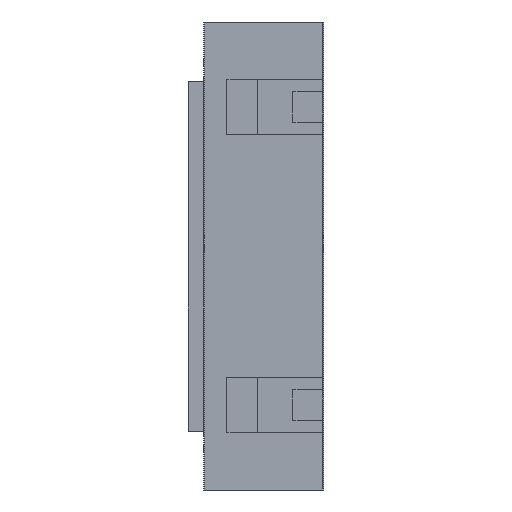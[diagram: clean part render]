
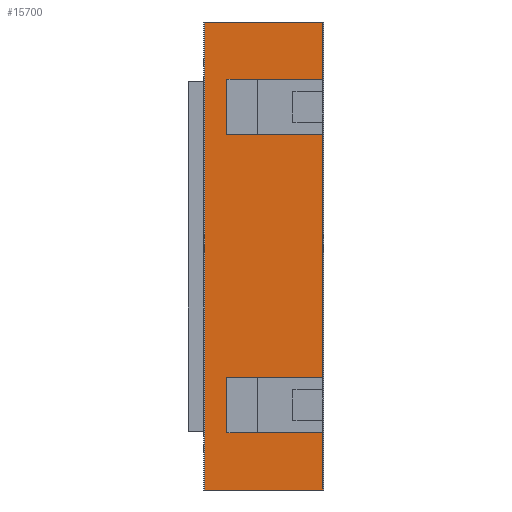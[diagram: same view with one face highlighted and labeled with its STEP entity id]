
A CAD part, front view. The second image highlights one B-rep face of the part: STEP entity #15700.
In plain terms, the highlighted planar face has unit normal (0, -1, 0).
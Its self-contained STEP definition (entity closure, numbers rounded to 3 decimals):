
#2170=DIRECTION('',(0.,0.,-1.));
#2171=VECTOR('',#2170,440.);
#2172=CARTESIAN_POINT('',(-55.5,10.5,220.));
#2173=LINE('',#2172,#2171);
#2218=DIRECTION('',(-1.,0.,0.));
#2219=VECTOR('',#2218,111.);
#2220=CARTESIAN_POINT('',(55.5,10.5,220.));
#2221=LINE('',#2220,#2219);
#2362=DIRECTION('',(1.,0.,0.));
#2363=VECTOR('',#2362,90.);
#2364=CARTESIAN_POINT('',(-34.5,10.5,166.25));
#2365=LINE('',#2364,#2363);
#2394=DIRECTION('',(0.,0.,1.));
#2395=VECTOR('',#2394,52.);
#2396=CARTESIAN_POINT('',(-34.5,10.5,114.25));
#2397=LINE('',#2396,#2395);
#2402=DIRECTION('',(1.,0.,0.));
#2403=VECTOR('',#2402,90.);
#2404=CARTESIAN_POINT('',(-34.5,10.5,114.25));
#2405=LINE('',#2404,#2403);
#2406=DIRECTION('',(0.,0.,-1.));
#2407=VECTOR('',#2406,228.5);
#2408=CARTESIAN_POINT('',(55.5,10.5,114.25));
#2409=LINE('',#2408,#2407);
#2410=DIRECTION('',(1.,0.,0.));
#2411=VECTOR('',#2410,90.);
#2412=CARTESIAN_POINT('',(-34.5,10.5,-166.25));
#2413=LINE('',#2412,#2411);
#2414=DIRECTION('',(0.,0.,-1.));
#2415=VECTOR('',#2414,53.75);
#2416=CARTESIAN_POINT('',(55.5,10.5,-166.25));
#2417=LINE('',#2416,#2415);
#2418=DIRECTION('',(-1.,0.,0.));
#2419=VECTOR('',#2418,111.);
#2420=CARTESIAN_POINT('',(55.5,10.5,-220.));
#2421=LINE('',#2420,#2419);
#2422=DIRECTION('',(0.,0.,-1.));
#2423=VECTOR('',#2422,53.75);
#2424=CARTESIAN_POINT('',(55.5,10.5,220.));
#2425=LINE('',#2424,#2423);
#2438=DIRECTION('',(1.,0.,0.));
#2439=VECTOR('',#2438,90.);
#2440=CARTESIAN_POINT('',(-34.5,10.5,-114.25));
#2441=LINE('',#2440,#2439);
#2518=DIRECTION('',(0.,0.,1.));
#2519=VECTOR('',#2518,52.);
#2520=CARTESIAN_POINT('',(-34.5,10.5,-166.25));
#2521=LINE('',#2520,#2519);
#9970=CARTESIAN_POINT('',(-55.5,10.5,-220.));
#9972=VERTEX_POINT('',#9970);
#9974=CARTESIAN_POINT('',(55.5,10.5,-220.));
#9975=VERTEX_POINT('',#9974);
#9984=CARTESIAN_POINT('',(-55.5,10.5,220.));
#9985=VERTEX_POINT('',#9984);
#9992=CARTESIAN_POINT('',(55.5,10.5,220.));
#9993=VERTEX_POINT('',#9992);
#10006=CARTESIAN_POINT('',(55.5,10.5,166.25));
#10007=VERTEX_POINT('',#10006);
#10009=CARTESIAN_POINT('',(55.5,10.5,114.25));
#10011=VERTEX_POINT('',#10009);
#10018=CARTESIAN_POINT('',(55.5,10.5,-114.25));
#10019=VERTEX_POINT('',#10018);
#10021=CARTESIAN_POINT('',(55.5,10.5,-166.25));
#10023=VERTEX_POINT('',#10021);
#10058=CARTESIAN_POINT('',(-34.5,10.5,-166.25));
#10059=VERTEX_POINT('',#10058);
#10068=CARTESIAN_POINT('',(-34.5,10.5,166.25));
#10069=VERTEX_POINT('',#10068);
#10070=CARTESIAN_POINT('',(-34.5,10.5,114.25));
#10071=VERTEX_POINT('',#10070);
#10072=CARTESIAN_POINT('',(-34.5,10.5,-114.25));
#10073=VERTEX_POINT('',#10072);
#15677=CARTESIAN_POINT('',(-55.5,10.5,-220.));
#15678=DIRECTION('',(0.,-1.,0.));
#15679=DIRECTION('',(1.,0.,0.));
#15680=AXIS2_PLACEMENT_3D('',#15677,#15678,#15679);
#15681=PLANE('',#15680);
#15682=ORIENTED_EDGE('',*,*,#15619,.F.);
#15683=ORIENTED_EDGE('',*,*,#15669,.F.);
#15684=ORIENTED_EDGE('',*,*,#15531,.T.);
#15685=ORIENTED_EDGE('',*,*,#15511,.T.);
#15687=ORIENTED_EDGE('',*,*,#15686,.F.);
#15689=ORIENTED_EDGE('',*,*,#15688,.F.);
#15691=ORIENTED_EDGE('',*,*,#15690,.T.);
#15693=ORIENTED_EDGE('',*,*,#15692,.T.);
#15694=ORIENTED_EDGE('',*,*,#15260,.T.);
#15695=ORIENTED_EDGE('',*,*,#15293,.F.);
#15696=ORIENTED_EDGE('',*,*,#15361,.F.);
#15697=ORIENTED_EDGE('',*,*,#15433,.T.);
#15698=EDGE_LOOP('',(#15682,#15683,#15684,#15685,#15687,#15689,#15691,#15693,
#15694,#15695,#15696,#15697));
#15699=FACE_OUTER_BOUND('',#15698,.F.);
#15700=ADVANCED_FACE('',(#15699),#15681,.T.);
#15260=EDGE_CURVE('',#9975,#9972,#2421,.T.);
#15293=EDGE_CURVE('',#9985,#9972,#2173,.T.);
#15361=EDGE_CURVE('',#9993,#9985,#2221,.T.);
#15433=EDGE_CURVE('',#9993,#10007,#2425,.T.);
#15511=EDGE_CURVE('',#10011,#10019,#2409,.T.);
#15531=EDGE_CURVE('',#10071,#10011,#2405,.T.);
#15619=EDGE_CURVE('',#10069,#10007,#2365,.T.);
#15669=EDGE_CURVE('',#10071,#10069,#2397,.T.);
#15686=EDGE_CURVE('',#10073,#10019,#2441,.T.);
#15688=EDGE_CURVE('',#10059,#10073,#2521,.T.);
#15690=EDGE_CURVE('',#10059,#10023,#2413,.T.);
#15692=EDGE_CURVE('',#10023,#9975,#2417,.T.);
